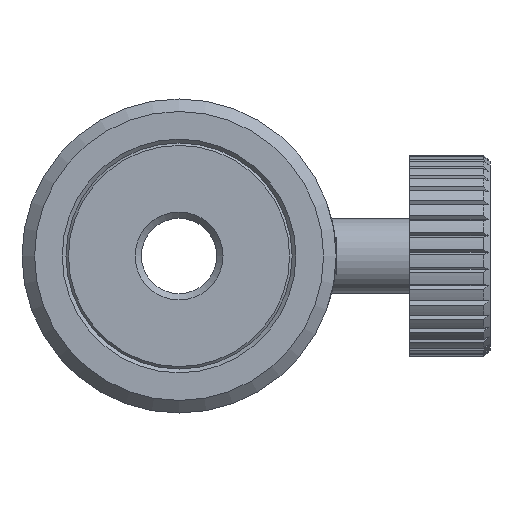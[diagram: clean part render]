
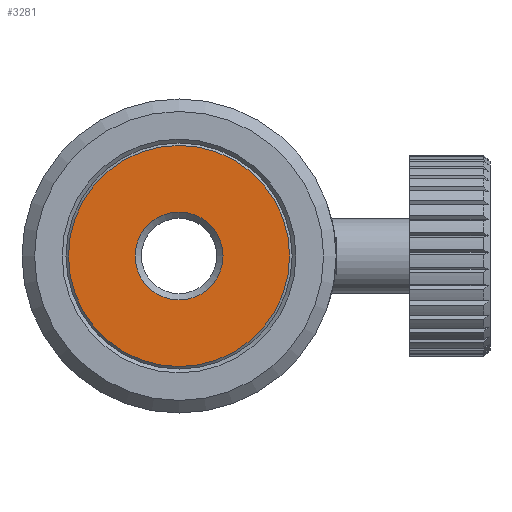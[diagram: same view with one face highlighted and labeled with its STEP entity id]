
A CAD part, front view. The second image highlights one B-rep face of the part: STEP entity #3281.
In plain terms, the highlighted planar face has unit normal (0, -1, 0).
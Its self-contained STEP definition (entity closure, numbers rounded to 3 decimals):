
#515 = CIRCLE ( 'NONE', #3712, 8.8 ) ;
#518 = CIRCLE ( 'NONE', #3715, 3.5 ) ;
#1242 = CARTESIAN_POINT ( 'NONE',  ( -6.15, -6.612, 8.8 ) ) ;
#1245 = CARTESIAN_POINT ( 'NONE',  ( -6.15, -6.612, 3.5 ) ) ;
#1336 = CARTESIAN_POINT ( 'NONE',  ( -6.15, -6.612, 0. ) ) ;
#1337 = DIRECTION ( 'NONE',  ( 0., -1., 0. ) ) ;
#1338 = DIRECTION ( 'NONE',  ( 0., 0., 1. ) ) ;
#1345 = CARTESIAN_POINT ( 'NONE',  ( -6.15, -6.612, 0. ) ) ;
#1346 = DIRECTION ( 'NONE',  ( 0., 1., 0. ) ) ;
#1347 = DIRECTION ( 'NONE',  ( 0., 0., 1. ) ) ;
#1800 = ORIENTED_EDGE ( 'NONE', *, *, #2175, .T. ) ;
#1801 = ORIENTED_EDGE ( 'NONE', *, *, #2172, .T. ) ;
#2172 = EDGE_CURVE ( 'NONE', #2556, #2556, #515, .T. ) ;
#2175 = EDGE_CURVE ( 'NONE', #2559, #2559, #518, .T. ) ;
#2296 = AXIS2_PLACEMENT_3D ( 'NONE', #4087, #4091, #4092 ) ;
#2556 = VERTEX_POINT ( 'NONE', #1242 ) ;
#2559 = VERTEX_POINT ( 'NONE', #1245 ) ;
#3281 = ADVANCED_FACE ( 'NONE', ( #3604, #3605 ), #4089, .F. ) ;
#3604 = FACE_BOUND ( 'NONE', #4792, .T. ) ;
#3605 = FACE_OUTER_BOUND ( 'NONE', #4791, .T. ) ;
#3712 = AXIS2_PLACEMENT_3D ( 'NONE', #1336, #1337, #1338 ) ;
#3715 = AXIS2_PLACEMENT_3D ( 'NONE', #1345, #1346, #1347 ) ;
#4087 = CARTESIAN_POINT ( 'NONE',  ( -6.15, -6.612, 0. ) ) ;
#4089 = PLANE ( 'NONE',  #2296 ) ;
#4091 = DIRECTION ( 'NONE',  ( 0., 1., 0. ) ) ;
#4092 = DIRECTION ( 'NONE',  ( 0., 0., 1. ) ) ;
#4791 = EDGE_LOOP ( 'NONE', ( #1801 ) ) ;
#4792 = EDGE_LOOP ( 'NONE', ( #1800 ) ) ;
